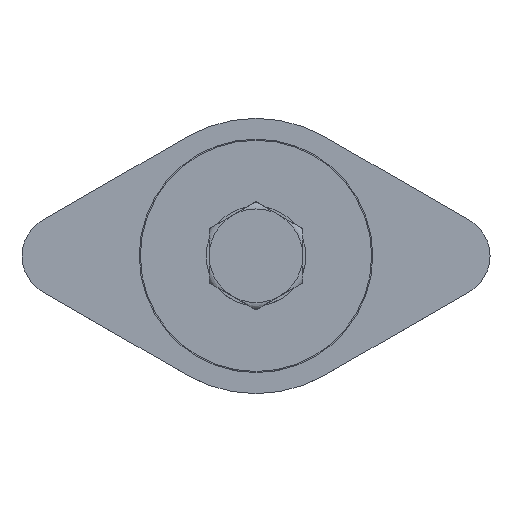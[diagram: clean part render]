
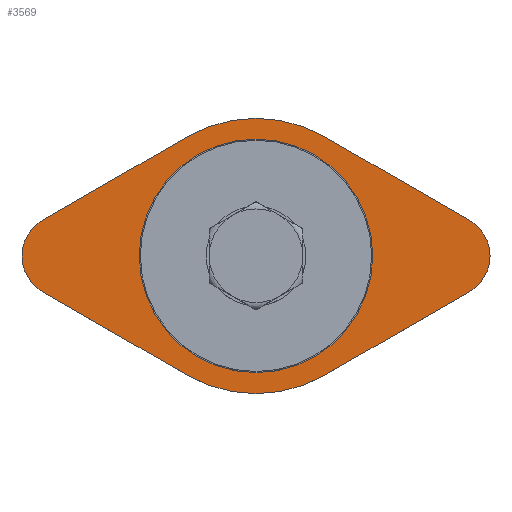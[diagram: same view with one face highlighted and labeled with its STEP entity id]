
A CAD part, top view. The second image highlights one B-rep face of the part: STEP entity #3569.
In plain terms, the highlighted planar face has unit normal (0, 0, 1).
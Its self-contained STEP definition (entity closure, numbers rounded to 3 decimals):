
#2 = PLANE ( 'NONE',  #2945 ) ;
#12 = DIRECTION ( 'NONE',  ( 0.5, 0.866, 0. ) ) ;
#19 = DIRECTION ( 'NONE',  ( 1., 0., 0. ) ) ;
#28 = FACE_BOUND ( 'NONE', #3379, .T. ) ;
#42 = DIRECTION ( 'NONE',  ( 0.866, -0.5, 0. ) ) ;
#53 = DIRECTION ( 'NONE',  ( 0.5, -0.866, 0. ) ) ;
#144 = CIRCLE ( 'NONE', #1316, 21. ) ;
#330 = VERTEX_POINT ( 'NONE', #4439 ) ;
#378 = EDGE_LOOP ( 'NONE', ( #807, #3402, #3926, #4427, #4412, #1811, #3190, #3489, #2658 ) ) ;
#417 = AXIS2_PLACEMENT_3D ( 'NONE', #5024, #2522, #12 ) ;
#419 = VECTOR ( 'NONE', #2623, 1000. ) ;
#515 = DIRECTION ( 'NONE',  ( -0.5, 0.866, 0. ) ) ;
#636 = VERTEX_POINT ( 'NONE', #4277 ) ;
#663 = VERTEX_POINT ( 'NONE', #4855 ) ;
#691 = VECTOR ( 'NONE', #1682, 1000. ) ;
#746 = CARTESIAN_POINT ( 'NONE',  ( 0.968, 26.578, 9. ) ) ;
#765 = CIRCLE ( 'NONE', #417, 25. ) ;
#785 = EDGE_CURVE ( 'NONE', #5260, #1550, #3462, .T. ) ;
#807 = ORIENTED_EDGE ( 'NONE', *, *, #3594, .T. ) ;
#814 = LINE ( 'NONE', #1254, #691 ) ;
#851 = EDGE_CURVE ( 'NONE', #1550, #636, #2073, .T. ) ;
#886 = CARTESIAN_POINT ( 'NONE',  ( -11.532, 27.228, 9. ) ) ;
#920 = EDGE_CURVE ( 'NONE', #1989, #2787, #1167, .T. ) ;
#981 = VERTEX_POINT ( 'NONE', #1858 ) ;
#1167 = CIRCLE ( 'NONE', #4608, 21. ) ;
#1254 = CARTESIAN_POINT ( 'NONE',  ( 39.718, 12.073, 9. ) ) ;
#1316 = AXIS2_PLACEMENT_3D ( 'NONE', #4057, #1544, #4469 ) ;
#1337 = LINE ( 'NONE', #886, #3572 ) ;
#1409 = CIRCLE ( 'NONE', #3087, 7.5 ) ;
#1502 = ORIENTED_EDGE ( 'NONE', *, *, #920, .F. ) ;
#1512 = EDGE_CURVE ( 'NONE', #663, #5260, #1409, .T. ) ;
#1531 = LINE ( 'NONE', #2198, #419 ) ;
#1544 = DIRECTION ( 'NONE',  ( 0., 0., 1. ) ) ;
#1550 = VERTEX_POINT ( 'NONE', #5051 ) ;
#1567 = CARTESIAN_POINT ( 'NONE',  ( -11.532, 27.228, 9. ) ) ;
#1568 = CARTESIAN_POINT ( 'NONE',  ( 0.968, 5.578, 9. ) ) ;
#1629 = CARTESIAN_POINT ( 'NONE',  ( 13.468, -16.073, 9. ) ) ;
#1682 = DIRECTION ( 'NONE',  ( -0.866, 0.5, 0. ) ) ;
#1706 = CARTESIAN_POINT ( 'NONE',  ( -34.032, 5.578, 9. ) ) ;
#1811 = ORIENTED_EDGE ( 'NONE', *, *, #4390, .T. ) ;
#1858 = CARTESIAN_POINT ( 'NONE',  ( 39.718, -0.918, 9. ) ) ;
#1967 = DIRECTION ( 'NONE',  ( 0., 0., 1. ) ) ;
#1989 = VERTEX_POINT ( 'NONE', #746 ) ;
#2073 = LINE ( 'NONE', #4657, #3969 ) ;
#2092 = AXIS2_PLACEMENT_3D ( 'NONE', #4471, #1967, #4899 ) ;
#2139 = EDGE_CURVE ( 'NONE', #330, #4546, #765, .T. ) ;
#2198 = CARTESIAN_POINT ( 'NONE',  ( 13.468, -16.073, 9. ) ) ;
#2252 = FACE_OUTER_BOUND ( 'NONE', #378, .T. ) ;
#2468 = DIRECTION ( 'NONE',  ( 0., 0., 1. ) ) ;
#2522 = DIRECTION ( 'NONE',  ( 0., 0., 1. ) ) ;
#2529 = DIRECTION ( 'NONE',  ( 0., 0., 1. ) ) ;
#2556 = DIRECTION ( 'NONE',  ( 0., 0., 1. ) ) ;
#2592 = VERTEX_POINT ( 'NONE', #1629 ) ;
#2623 = DIRECTION ( 'NONE',  ( 0.866, 0.5, 0. ) ) ;
#2658 = ORIENTED_EDGE ( 'NONE', *, *, #2139, .T. ) ;
#2787 = VERTEX_POINT ( 'NONE', #5181 ) ;
#2945 = AXIS2_PLACEMENT_3D ( 'NONE', #5030, #2529, #19 ) ;
#2963 = DIRECTION ( 'NONE',  ( -0.866, -0.5, 0. ) ) ;
#3021 = DIRECTION ( 'NONE',  ( -1., 0., 0. ) ) ;
#3067 = EDGE_CURVE ( 'NONE', #4313, #330, #814, .T. ) ;
#3087 = AXIS2_PLACEMENT_3D ( 'NONE', #4263, #3858, #3439 ) ;
#3190 = ORIENTED_EDGE ( 'NONE', *, *, #4005, .T. ) ;
#3379 = EDGE_LOOP ( 'NONE', ( #1502, #3523 ) ) ;
#3402 = ORIENTED_EDGE ( 'NONE', *, *, #1512, .T. ) ;
#3436 = DIRECTION ( 'NONE',  ( 0., 0., 1. ) ) ;
#3439 = DIRECTION ( 'NONE',  ( -0.5, 0.866, 0. ) ) ;
#3462 = CIRCLE ( 'NONE', #4054, 7.5 ) ;
#3489 = ORIENTED_EDGE ( 'NONE', *, *, #3067, .T. ) ;
#3523 = ORIENTED_EDGE ( 'NONE', *, *, #4529, .F. ) ;
#3569 = ADVANCED_FACE ( 'NONE', ( #28, #2252 ), #2, .T. ) ;
#3572 = VECTOR ( 'NONE', #2963, 1000. ) ;
#3594 = EDGE_CURVE ( 'NONE', #4546, #663, #1337, .T. ) ;
#3636 = CIRCLE ( 'NONE', #3744, 7.5 ) ;
#3744 = AXIS2_PLACEMENT_3D ( 'NONE', #5061, #2556, #53 ) ;
#3858 = DIRECTION ( 'NONE',  ( 0., 0., 1. ) ) ;
#3926 = ORIENTED_EDGE ( 'NONE', *, *, #785, .T. ) ;
#3969 = VECTOR ( 'NONE', #42, 1000. ) ;
#4005 = EDGE_CURVE ( 'NONE', #981, #4313, #3636, .T. ) ;
#4054 = AXIS2_PLACEMENT_3D ( 'NONE', #1706, #3436, #515 ) ;
#4057 = CARTESIAN_POINT ( 'NONE',  ( 0.968, 5.578, 9. ) ) ;
#4263 = CARTESIAN_POINT ( 'NONE',  ( -34.032, 5.578, 9. ) ) ;
#4277 = CARTESIAN_POINT ( 'NONE',  ( -11.532, -16.073, 9. ) ) ;
#4313 = VERTEX_POINT ( 'NONE', #5044 ) ;
#4370 = CIRCLE ( 'NONE', #2092, 25. ) ;
#4390 = EDGE_CURVE ( 'NONE', #2592, #981, #1531, .T. ) ;
#4412 = ORIENTED_EDGE ( 'NONE', *, *, #5345, .T. ) ;
#4427 = ORIENTED_EDGE ( 'NONE', *, *, #851, .T. ) ;
#4439 = CARTESIAN_POINT ( 'NONE',  ( 13.468, 27.228, 9. ) ) ;
#4469 = DIRECTION ( 'NONE',  ( -1., 0., 0. ) ) ;
#4471 = CARTESIAN_POINT ( 'NONE',  ( 0.968, 5.578, 9. ) ) ;
#4529 = EDGE_CURVE ( 'NONE', #2787, #1989, #144, .T. ) ;
#4546 = VERTEX_POINT ( 'NONE', #1567 ) ;
#4608 = AXIS2_PLACEMENT_3D ( 'NONE', #1568, #2468, #3021 ) ;
#4657 = CARTESIAN_POINT ( 'NONE',  ( -37.782, -0.918, 9. ) ) ;
#4788 = CARTESIAN_POINT ( 'NONE',  ( -41.532, 5.578, 9. ) ) ;
#4855 = CARTESIAN_POINT ( 'NONE',  ( -37.782, 12.073, 9. ) ) ;
#4899 = DIRECTION ( 'NONE',  ( -0.5, -0.866, 0. ) ) ;
#5024 = CARTESIAN_POINT ( 'NONE',  ( 0.968, 5.578, 9. ) ) ;
#5030 = CARTESIAN_POINT ( 'NONE',  ( -21.032, 5.578, 9. ) ) ;
#5044 = CARTESIAN_POINT ( 'NONE',  ( 39.718, 12.073, 9. ) ) ;
#5051 = CARTESIAN_POINT ( 'NONE',  ( -37.782, -0.918, 9. ) ) ;
#5061 = CARTESIAN_POINT ( 'NONE',  ( 35.968, 5.578, 9. ) ) ;
#5181 = CARTESIAN_POINT ( 'NONE',  ( 0.968, -15.422, 9. ) ) ;
#5260 = VERTEX_POINT ( 'NONE', #4788 ) ;
#5345 = EDGE_CURVE ( 'NONE', #636, #2592, #4370, .T. ) ;
